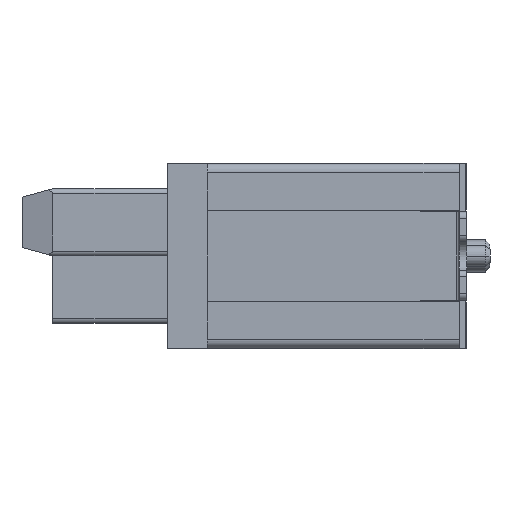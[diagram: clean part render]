
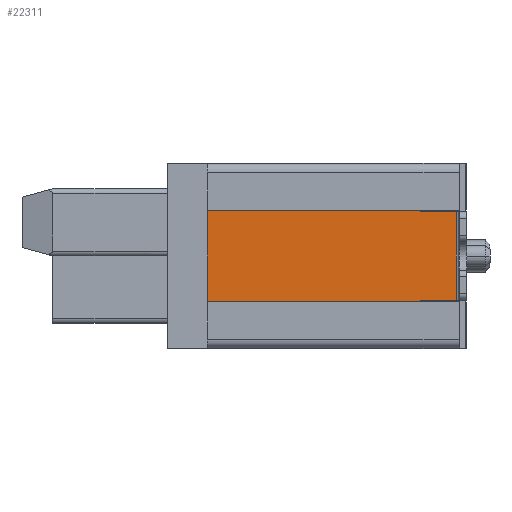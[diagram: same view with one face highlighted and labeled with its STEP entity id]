
A CAD part, left-side view. The second image highlights one B-rep face of the part: STEP entity #22311.
In plain terms, the highlighted planar face has unit normal (-1, 0, 0).
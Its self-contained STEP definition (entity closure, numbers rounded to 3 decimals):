
#731=DIRECTION('',(0.,-1.,0.));
#732=VECTOR('',#731,6.75);
#733=CARTESIAN_POINT('',(-9.15,8.2,-2.3));
#734=LINE('',#733,#732);
#819=DIRECTION('',(0.,0.,1.));
#820=VECTOR('',#819,0.875);
#821=CARTESIAN_POINT('',(-9.15,1.45,1.425));
#822=LINE('',#821,#820);
#823=DIRECTION('',(0.,1.,0.));
#824=VECTOR('',#823,1.15);
#825=CARTESIAN_POINT('',(-9.15,0.3,1.425));
#826=LINE('',#825,#824);
#827=DIRECTION('',(0.,-1.,0.));
#828=VECTOR('',#827,1.15);
#829=CARTESIAN_POINT('',(-9.15,1.45,-1.425));
#830=LINE('',#829,#828);
#831=DIRECTION('',(0.,0.,1.));
#832=VECTOR('',#831,0.875);
#833=CARTESIAN_POINT('',(-9.15,1.45,-2.3));
#834=LINE('',#833,#832);
#835=DIRECTION('',(0.,-1.,0.));
#836=VECTOR('',#835,0.15);
#837=CARTESIAN_POINT('',(-9.15,8.35,-2.3));
#838=LINE('',#837,#836);
#839=DIRECTION('',(0.,0.,-1.));
#840=VECTOR('',#839,4.6);
#841=CARTESIAN_POINT('',(-9.15,8.35,2.3));
#842=LINE('',#841,#840);
#843=DIRECTION('',(0.,1.,0.));
#844=VECTOR('',#843,0.15);
#845=CARTESIAN_POINT('',(-9.15,8.2,2.3));
#846=LINE('',#845,#844);
#851=DIRECTION('',(0.,1.,0.));
#852=VECTOR('',#851,6.75);
#853=CARTESIAN_POINT('',(-9.15,1.45,2.3));
#854=LINE('',#853,#852);
#871=DIRECTION('',(0.,0.,-1.));
#872=VECTOR('',#871,2.85);
#873=CARTESIAN_POINT('',(-9.15,0.3,1.425));
#874=LINE('',#873,#872);
#16585=CARTESIAN_POINT('',(-9.15,8.35,2.3));
#16587=VERTEX_POINT('',#16585);
#16599=CARTESIAN_POINT('',(-9.15,0.3,1.425));
#16600=CARTESIAN_POINT('',(-9.15,1.45,1.425));
#16601=VERTEX_POINT('',#16599);
#16602=VERTEX_POINT('',#16600);
#16635=CARTESIAN_POINT('',(-9.15,0.3,-1.425));
#16636=VERTEX_POINT('',#16635);
#16637=CARTESIAN_POINT('',(-9.15,1.45,-1.425));
#16638=VERTEX_POINT('',#16637);
#16639=CARTESIAN_POINT('',(-9.15,8.35,-2.3));
#16640=VERTEX_POINT('',#16639);
#20352=CARTESIAN_POINT('',(-9.15,8.2,2.3));
#20353=VERTEX_POINT('',#20352);
#20354=CARTESIAN_POINT('',(-9.15,1.45,2.3));
#20355=VERTEX_POINT('',#20354);
#20356=CARTESIAN_POINT('',(-9.15,8.2,-2.3));
#20357=VERTEX_POINT('',#20356);
#20358=CARTESIAN_POINT('',(-9.15,1.45,-2.3));
#20359=VERTEX_POINT('',#20358);
#22291=CARTESIAN_POINT('',(-9.15,4.325,0.));
#22292=DIRECTION('',(1.,0.,0.));
#22293=DIRECTION('',(0.,1.,0.));
#22294=AXIS2_PLACEMENT_3D('',#22291,#22292,#22293);
#22295=PLANE('',#22294);
#22297=ORIENTED_EDGE('',*,*,#22296,.F.);
#22298=ORIENTED_EDGE('',*,*,#22037,.F.);
#22299=ORIENTED_EDGE('',*,*,#22060,.F.);
#22301=ORIENTED_EDGE('',*,*,#22300,.T.);
#22302=ORIENTED_EDGE('',*,*,#22088,.F.);
#22303=ORIENTED_EDGE('',*,*,#22110,.F.);
#22304=ORIENTED_EDGE('',*,*,#22129,.F.);
#22305=ORIENTED_EDGE('',*,*,#22229,.F.);
#22307=ORIENTED_EDGE('',*,*,#22306,.F.);
#22308=ORIENTED_EDGE('',*,*,#22283,.F.);
#22309=EDGE_LOOP('',(#22297,#22298,#22299,#22301,#22302,#22303,#22304,#22305,
#22307,#22308));
#22310=FACE_OUTER_BOUND('',#22309,.F.);
#22311=ADVANCED_FACE('',(#22310),#22295,.F.);
#22037=EDGE_CURVE('',#16602,#20355,#822,.T.);
#22060=EDGE_CURVE('',#16601,#16602,#826,.T.);
#22088=EDGE_CURVE('',#16638,#16636,#830,.T.);
#22110=EDGE_CURVE('',#20359,#16638,#834,.T.);
#22129=EDGE_CURVE('',#20357,#20359,#734,.T.);
#22229=EDGE_CURVE('',#16640,#20357,#838,.T.);
#22283=EDGE_CURVE('',#20353,#16587,#846,.T.);
#22296=EDGE_CURVE('',#20355,#20353,#854,.T.);
#22300=EDGE_CURVE('',#16601,#16636,#874,.T.);
#22306=EDGE_CURVE('',#16587,#16640,#842,.T.);
